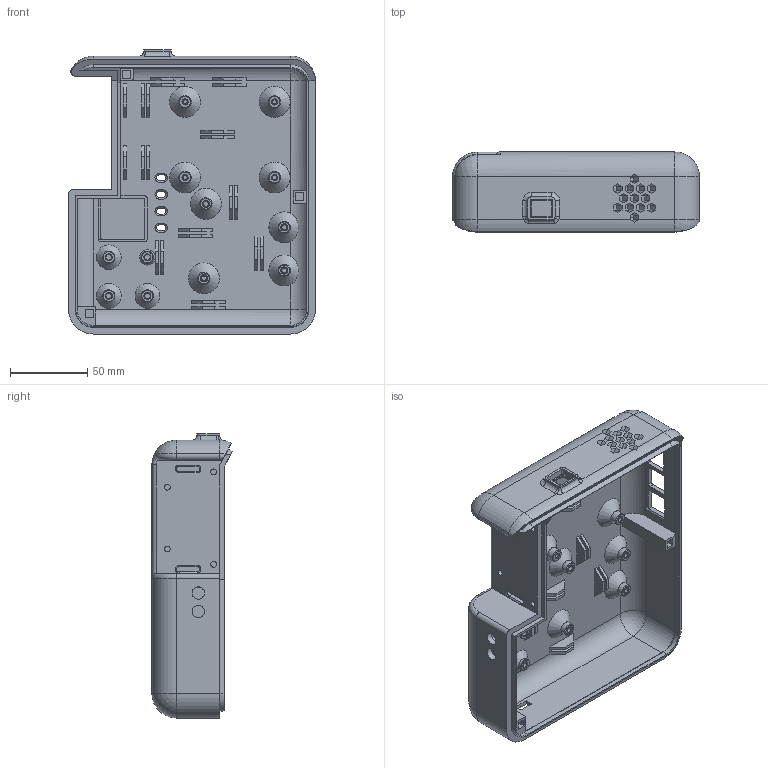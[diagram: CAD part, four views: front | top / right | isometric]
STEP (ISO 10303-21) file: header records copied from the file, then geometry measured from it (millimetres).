
FILE_DESCRIPTION(/* description */ (''),/* implementation_level */ '2;1');
FILE_NAME(/* name */ 'Case.step',/* time_stamp */ '2025-07-01T16:00:02-06:00',/* author */ (''),/* organization */ (''),/* preprocessor_version */ 'ST-DEVELOPER v20.1',/* originating_system */ 'Autodesk Translation Framework v14.10.0.0',/* authorisation */ '');
FILE_SCHEMA (('AUTOMOTIVE_DESIGN { 1 0 10303 214 3 1 1 }'));
Length unit declared in the file: millimetre
Products named in the file (1): Joserra_Case
Bounding box: 160 x 51.96 x 184 mm (x, y, z)
Volume: 223075.5 mm3; surface area: 122697.9 mm2
Topology: 1 solids, 1 shells, 928 faces, 2387 edges, 1535 vertices
Faces by surface type: plane 594, cylinder 137, bspline 104, cone 61, torus 16, sphere 16
Full cylindrical faces by diameter (mm): 2.7 x4, 3 x4, 3.175 x4, 3.7 x12, 8 x14
Entity records: 29065 total; most frequent: CARTESIAN_POINT 6783, ORIENTED_EDGE 4776, DIRECTION 4205, EDGE_CURVE 2388, LINE 1761, VECTOR 1761, VERTEX_POINT 1535, AXIS2_PLACEMENT_3D 1222
